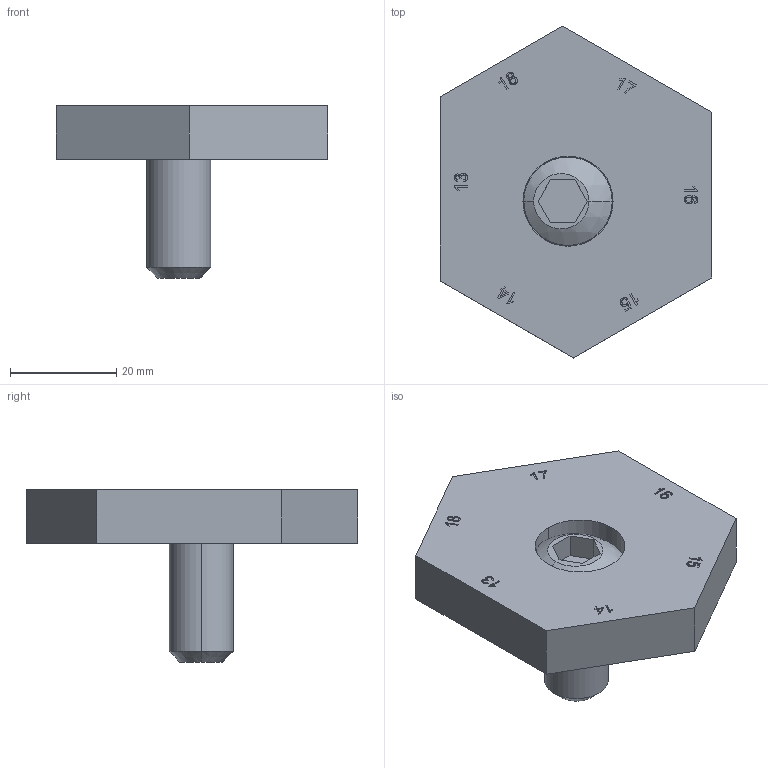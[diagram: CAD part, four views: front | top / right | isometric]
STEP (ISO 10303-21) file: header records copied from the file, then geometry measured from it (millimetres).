
FILE_DESCRIPTION (( 'STEP AP203' ), '1' );
FILE_NAME ('mbspc2429f.STEP', '2019-12-04T04:53:27', ( '' ), ( '' ), 'SwSTEP 2.0', 'SolidWorks 2018', '' );
FILE_SCHEMA (( 'CONFIG_CONTROL_DESIGN' ));
Length unit declared in the file: millimetre
Products named in the file (3): mbspc2429f_01; mbspc2429f_02; mbspc2429f
Assembly tree (2 placements, depth 2):
  mbspc2429f
    mbspc2429f_01
    mbspc2429f_02
Bounding box: 51 x 62.35 x 32.37 mm (x, y, z)
Volume: 25969.2 mm3; surface area: 8570 mm2
Topology: 2 solids, 2 shells, 176 faces, 455 edges, 302 vertices
Faces by surface type: plane 95, bspline 69, cylinder 8, sphere 2, cone 2
Entity records: 9183 total; most frequent: CARTESIAN_POINT 5032, ORIENTED_EDGE 910, DIRECTION 559, EDGE_CURVE 455, VERTEX_POINT 302, LINE 295, VECTOR 295, EDGE_LOOP 197
